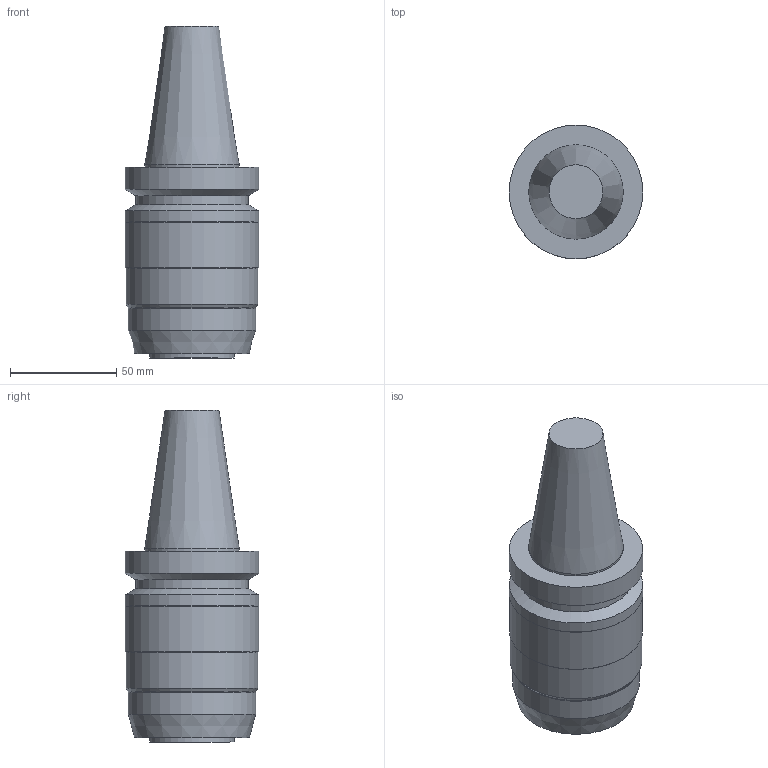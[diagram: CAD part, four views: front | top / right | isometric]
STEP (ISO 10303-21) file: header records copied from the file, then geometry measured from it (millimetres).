
FILE_DESCRIPTION((''),'1');
FILE_NAME('BBT40-MEGA1.000DS-3.5A.stp','2018-02-07T02:59:03',(''),(''),'Spatial Interop R21 SP3','Kubotek KeyCreator 2011 V10.0.2 (22737)',' ');
FILE_SCHEMA(('automotive_design'));
Length unit declared in the file: millimetre
Products named in the file (1): Unnamed[1]
Bounding box: 63 x 63 x 156.3 mm (x, y, z)
Volume: 323558.5 mm3; surface area: 29988.3 mm2
Topology: 1 solids, 1 shells, 20 faces, 35 edges, 19 vertices
Faces by surface type: cone 8, cylinder 8, plane 4
Full cylindrical faces by diameter (mm): 39.84 x1, 44.45 x1, 53 x1, 59.9 x1, 62 x1, 62.7 x1, 63 x2
Entity records: 757 total; most frequent: DIRECTION 80, PRESENTATION_STYLE_ASSIGNMENT 61, COLOUR_RGB 61, CARTESIAN_POINT 59, STYLED_ITEM 40, AXIS2_PLACEMENT_3D 40, CURVE_STYLE 40, DRAUGHTING_PRE_DEFINED_CURVE_FONT 40
